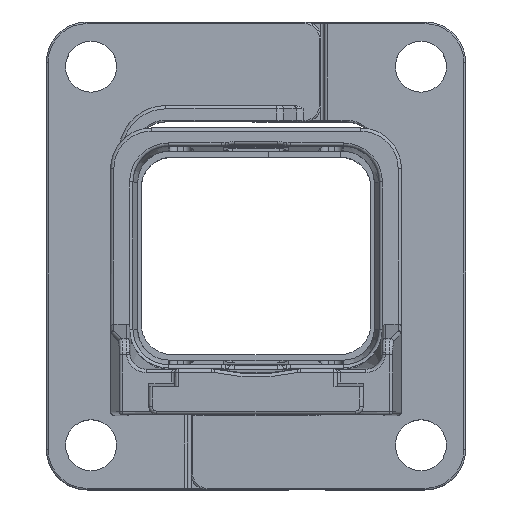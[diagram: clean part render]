
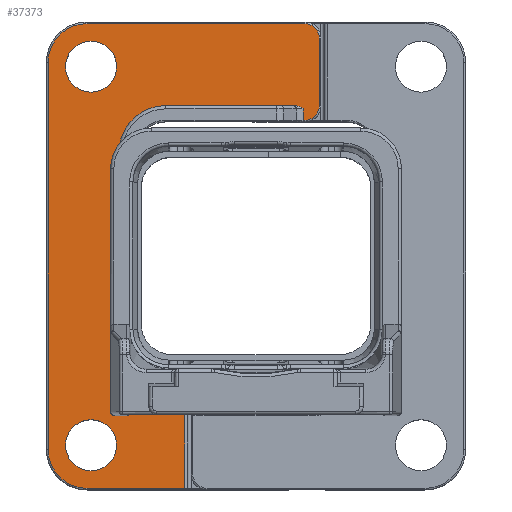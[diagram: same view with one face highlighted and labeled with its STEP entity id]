
A CAD part, top view. The second image highlights one B-rep face of the part: STEP entity #37373.
In plain terms, the highlighted planar face has unit normal (0, 0, 1).
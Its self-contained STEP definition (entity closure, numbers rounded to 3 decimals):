
#10370=CARTESIAN_POINT('',(-6.25,-5.4,1.1));
#10371=DIRECTION('',(0.,0.,1.));
#10372=DIRECTION('',(-0.878,-0.478,0.));
#10373=AXIS2_PLACEMENT_3D('',#10370,#10371,#10372);
#10425=CARTESIAN_POINT('',(-5.55,-6.35,1.1));
#10426=DIRECTION('',(0.,0.,-1.));
#10427=DIRECTION('',(0.,-1.,0.));
#10428=AXIS2_PLACEMENT_3D('',#10425,#10426,#10427);
#10430=DIRECTION('',(-1.,0.,0.));
#10431=VECTOR('',#10430,1.15);
#10432=CARTESIAN_POINT('',(-4.4,-8.35,1.1));
#10433=LINE('',#10432,#10431);
#10434=DIRECTION('',(0.,1.,0.));
#10435=VECTOR('',#10434,5.95);
#10436=CARTESIAN_POINT('',(-4.4,-14.3,1.1));
#10437=LINE('',#10436,#10435);
#10438=DIRECTION('',(1.,0.,0.));
#10439=VECTOR('',#10438,6.);
#10440=CARTESIAN_POINT('',(-10.4,-14.3,1.1));
#10441=LINE('',#10440,#10439);
#10442=CARTESIAN_POINT('',(-10.4,-11.9,1.1));
#10443=DIRECTION('',(0.,0.,1.));
#10444=DIRECTION('',(-1.,0.,0.));
#10445=AXIS2_PLACEMENT_3D('',#10442,#10443,#10444);
#10447=DIRECTION('',(0.,-1.,0.));
#10448=VECTOR('',#10447,23.8);
#10449=CARTESIAN_POINT('',(-12.8,11.9,1.1));
#10450=LINE('',#10449,#10448);
#10451=CARTESIAN_POINT('',(-10.4,11.9,1.1));
#10452=DIRECTION('',(0.,0.,1.));
#10453=DIRECTION('',(0.,1.,0.));
#10454=AXIS2_PLACEMENT_3D('',#10451,#10452,#10453);
#10456=DIRECTION('',(-1.,0.,0.));
#10457=VECTOR('',#10456,13.4);
#10458=CARTESIAN_POINT('',(3.,14.3,1.1));
#10459=LINE('',#10458,#10457);
#10460=CARTESIAN_POINT('',(3.,13.4,1.1));
#10461=DIRECTION('',(0.,0.,1.));
#10462=DIRECTION('',(1.,0.,0.));
#10463=AXIS2_PLACEMENT_3D('',#10460,#10461,#10462);
#10465=DIRECTION('',(0.,1.,0.));
#10466=VECTOR('',#10465,4.15);
#10467=CARTESIAN_POINT('',(3.9,9.25,1.1));
#10468=LINE('',#10467,#10466);
#10469=CARTESIAN_POINT('',(3.,9.25,1.1));
#10470=DIRECTION('',(0.,0.,1.));
#10471=DIRECTION('',(0.,-1.,0.));
#10472=AXIS2_PLACEMENT_3D('',#10469,#10470,#10471);
#10474=DIRECTION('',(1.,0.,0.));
#10475=VECTOR('',#10474,0.093);
#10476=CARTESIAN_POINT('',(2.907,8.35,1.1));
#10477=LINE('',#10476,#10475);
#10478=DIRECTION('',(0.,1.,0.));
#10479=VECTOR('',#10478,0.7);
#10480=CARTESIAN_POINT('',(2.907,8.35,1.1));
#10481=LINE('',#10480,#10479);
#10482=CARTESIAN_POINT('',(-5.55,6.35,1.1));
#10483=DIRECTION('',(0.,0.,1.));
#10484=DIRECTION('',(0.,1.,0.));
#10485=AXIS2_PLACEMENT_3D('',#10482,#10483,#10484);
#10487=DIRECTION('',(1.,0.,0.));
#10488=VECTOR('',#10487,0.244);
#10489=CARTESIAN_POINT('',(-8.25,-6.357,1.1));
#10490=LINE('',#10489,#10488);
#10491=CARTESIAN_POINT('',(-10.15,-11.65,1.1));
#10492=DIRECTION('',(0.,0.,1.));
#10493=DIRECTION('',(1.,0.,0.));
#10494=AXIS2_PLACEMENT_3D('',#10491,#10492,#10493);
#10496=CARTESIAN_POINT('',(-10.15,-11.65,1.1));
#10497=DIRECTION('',(0.,0.,1.));
#10498=DIRECTION('',(-1.,0.,0.));
#10499=AXIS2_PLACEMENT_3D('',#10496,#10497,#10498);
#10501=CARTESIAN_POINT('',(-10.15,11.65,1.1));
#10502=DIRECTION('',(0.,0.,-1.));
#10503=DIRECTION('',(1.,0.,0.));
#10504=AXIS2_PLACEMENT_3D('',#10501,#10502,#10503);
#10506=CARTESIAN_POINT('',(-10.15,11.65,1.1));
#10507=DIRECTION('',(0.,0.,-1.));
#10508=DIRECTION('',(-1.,0.,0.));
#10509=AXIS2_PLACEMENT_3D('',#10506,#10507,#10508);
#14180=CARTESIAN_POINT('',(2.417,9.25,1.1));
#14181=CARTESIAN_POINT('',(2.452,9.25,1.1));
#14182=CARTESIAN_POINT('',(2.525,9.241,1.1));
#14183=CARTESIAN_POINT('',(2.646,9.2,1.1));
#14184=CARTESIAN_POINT('',(2.772,9.135,1.1));
#14185=CARTESIAN_POINT('',(2.861,9.079,1.1));
#14186=CARTESIAN_POINT('',(2.907,9.05,1.1));
#14262=DIRECTION('',(0.,1.,0.));
#14263=VECTOR('',#14262,12.217);
#14264=CARTESIAN_POINT('',(-8.45,-5.867,1.1));
#14265=LINE('',#14264,#14263);
#14302=CARTESIAN_POINT('',(-8.25,-6.357,1.1));
#14303=CARTESIAN_POINT('',(-8.279,-6.311,1.1));
#14304=CARTESIAN_POINT('',(-8.335,-6.222,1.1));
#14305=CARTESIAN_POINT('',(-8.4,-6.096,1.1));
#14306=CARTESIAN_POINT('',(-8.441,-5.975,1.1));
#14307=CARTESIAN_POINT('',(-8.45,-5.902,
1.1));
#14308=CARTESIAN_POINT('',(-8.45,-5.867,1.1));
#14319=DIRECTION('',(1.,0.,0.));
#14320=VECTOR('',#14319,7.967);
#14321=CARTESIAN_POINT('',(-5.55,9.25,1.1));
#14322=LINE('',#14321,#14320);
#21963=CARTESIAN_POINT('',(-5.55,9.25,1.1));
#21964=CARTESIAN_POINT('',(-8.45,6.35,1.1));
#21965=VERTEX_POINT('',#21963);
#21966=VERTEX_POINT('',#21964);
#22147=CARTESIAN_POINT('',(-4.4,-8.35,1.1));
#22148=VERTEX_POINT('',#22147);
#22151=CARTESIAN_POINT('',(-5.55,-8.35,1.1));
#22152=VERTEX_POINT('',#22151);
#22171=CARTESIAN_POINT('',(2.907,8.35,1.1));
#22172=VERTEX_POINT('',#22171);
#22175=CARTESIAN_POINT('',(3.,8.35,1.1));
#22176=VERTEX_POINT('',#22175);
#22179=CARTESIAN_POINT('',(3.9,9.25,1.1));
#22180=VERTEX_POINT('',#22179);
#22183=CARTESIAN_POINT('',(3.9,13.4,1.1));
#22184=VERTEX_POINT('',#22183);
#22187=CARTESIAN_POINT('',(3.,14.3,1.1));
#22188=VERTEX_POINT('',#22187);
#22191=CARTESIAN_POINT('',(-10.4,14.3,1.1));
#22192=VERTEX_POINT('',#22191);
#22195=CARTESIAN_POINT('',(-12.8,11.9,1.1));
#22196=VERTEX_POINT('',#22195);
#22199=CARTESIAN_POINT('',(-12.8,-11.9,1.1));
#22200=VERTEX_POINT('',#22199);
#22203=CARTESIAN_POINT('',(-10.4,-14.3,1.1));
#22204=VERTEX_POINT('',#22203);
#22207=CARTESIAN_POINT('',(-4.4,-14.3,1.1));
#22208=VERTEX_POINT('',#22207);
#22307=CARTESIAN_POINT('',(-8.25,-6.357,1.1));
#22308=VERTEX_POINT('',#22307);
#22329=CARTESIAN_POINT('',(2.907,9.05,1.1));
#22330=VERTEX_POINT('',#22329);
#22333=VERTEX_POINT('',#14180);
#22334=CARTESIAN_POINT('',(-8.45,-5.867,1.1));
#22335=VERTEX_POINT('',#22334);
#22340=CARTESIAN_POINT('',(-8.58,-11.65,1.1));
#22341=CARTESIAN_POINT('',(-11.72,-11.65,1.1));
#22342=VERTEX_POINT('',#22340);
#22343=VERTEX_POINT('',#22341);
#22345=CARTESIAN_POINT('',(-8.58,11.65,1.1));
#22347=VERTEX_POINT('',#22345);
#22349=CARTESIAN_POINT('',(-11.72,11.65,1.1));
#22351=VERTEX_POINT('',#22349);
#22379=CARTESIAN_POINT('',(-8.006,-6.357,1.1));
#22380=CARTESIAN_POINT('',(-7.438,-7.009,1.1));
#22381=VERTEX_POINT('',#22379);
#22382=VERTEX_POINT('',#22380);
#37315=CARTESIAN_POINT('',(0.,0.,1.1));
#37316=DIRECTION('',(0.,0.,1.));
#37317=DIRECTION('',(1.,0.,0.));
#37318=AXIS2_PLACEMENT_3D('',#37315,#37316,#37317);
#37319=PLANE('',#37318);
#37320=ORIENTED_EDGE('',*,*,#37292,.T.);
#37322=ORIENTED_EDGE('',*,*,#37321,.F.);
#37324=ORIENTED_EDGE('',*,*,#37323,.F.);
#37326=ORIENTED_EDGE('',*,*,#37325,.F.);
#37328=ORIENTED_EDGE('',*,*,#37327,.F.);
#37330=ORIENTED_EDGE('',*,*,#37329,.F.);
#37332=ORIENTED_EDGE('',*,*,#37331,.F.);
#37334=ORIENTED_EDGE('',*,*,#37333,.F.);
#37336=ORIENTED_EDGE('',*,*,#37335,.F.);
#37338=ORIENTED_EDGE('',*,*,#37337,.F.);
#37340=ORIENTED_EDGE('',*,*,#37339,.F.);
#37342=ORIENTED_EDGE('',*,*,#37341,.F.);
#37344=ORIENTED_EDGE('',*,*,#37343,.F.);
#37346=ORIENTED_EDGE('',*,*,#37345,.T.);
#37348=ORIENTED_EDGE('',*,*,#37347,.F.);
#37350=ORIENTED_EDGE('',*,*,#37349,.F.);
#37352=ORIENTED_EDGE('',*,*,#37351,.T.);
#37354=ORIENTED_EDGE('',*,*,#37353,.F.);
#37356=ORIENTED_EDGE('',*,*,#37355,.F.);
#37358=ORIENTED_EDGE('',*,*,#37357,.T.);
#37359=EDGE_LOOP('',(#37320,#37322,#37324,#37326,#37328,#37330,#37332,#37334,
#37336,#37338,#37340,#37342,#37344,#37346,#37348,#37350,#37352,#37354,#37356,
#37358));
#37360=FACE_OUTER_BOUND('',#37359,.F.);
#37362=ORIENTED_EDGE('',*,*,#37361,.T.);
#37364=ORIENTED_EDGE('',*,*,#37363,.T.);
#37365=EDGE_LOOP('',(#37362,#37364));
#37366=FACE_BOUND('',#37365,.F.);
#37368=ORIENTED_EDGE('',*,*,#37367,.F.);
#37370=ORIENTED_EDGE('',*,*,#37369,.F.);
#37371=EDGE_LOOP('',(#37368,#37370));
#37372=FACE_BOUND('',#37371,.F.);
#37373=ADVANCED_FACE('',(#37360,#37366,#37372),#37319,.T.);
#10374=CIRCLE('',#10373,2.);
#10429=CIRCLE('',#10428,2.);
#10446=CIRCLE('',#10445,2.4);
#10455=CIRCLE('',#10454,2.4);
#10464=CIRCLE('',#10463,0.9);
#10473=CIRCLE('',#10472,0.9);
#10486=CIRCLE('',#10485,2.9);
#10495=CIRCLE('',#10494,1.57);
#10500=CIRCLE('',#10499,1.57);
#10505=CIRCLE('',#10504,1.57);
#10510=CIRCLE('',#10509,1.57);
#14187=B_SPLINE_CURVE_WITH_KNOTS('',3,(#14180,#14181,#14182,#14183,#14184,
#14185,#14186),.UNSPECIFIED.,.F.,.F.,(4,1,1,1,4),(0.,0.25,0.5,0.75,
1.),.UNSPECIFIED.);
#14309=B_SPLINE_CURVE_WITH_KNOTS('',3,(#14302,#14303,#14304,#14305,#14306,
#14307,#14308),.UNSPECIFIED.,.F.,.F.,(4,1,1,1,4),(0.,0.25,0.5,0.75,
1.),.UNSPECIFIED.);
#37292=EDGE_CURVE('',#22381,#22382,#10374,.T.);
#37321=EDGE_CURVE('',#22152,#22382,#10429,.T.);
#37323=EDGE_CURVE('',#22148,#22152,#10433,.T.);
#37325=EDGE_CURVE('',#22208,#22148,#10437,.T.);
#37327=EDGE_CURVE('',#22204,#22208,#10441,.T.);
#37329=EDGE_CURVE('',#22200,#22204,#10446,.T.);
#37331=EDGE_CURVE('',#22196,#22200,#10450,.T.);
#37333=EDGE_CURVE('',#22192,#22196,#10455,.T.);
#37335=EDGE_CURVE('',#22188,#22192,#10459,.T.);
#37337=EDGE_CURVE('',#22184,#22188,#10464,.T.);
#37339=EDGE_CURVE('',#22180,#22184,#10468,.T.);
#37341=EDGE_CURVE('',#22176,#22180,#10473,.T.);
#37343=EDGE_CURVE('',#22172,#22176,#10477,.T.);
#37345=EDGE_CURVE('',#22172,#22330,#10481,.T.);
#37347=EDGE_CURVE('',#22333,#22330,#14187,.T.);
#37349=EDGE_CURVE('',#21965,#22333,#14322,.T.);
#37351=EDGE_CURVE('',#21965,#21966,#10486,.T.);
#37353=EDGE_CURVE('',#22335,#21966,#14265,.T.);
#37355=EDGE_CURVE('',#22308,#22335,#14309,.T.);
#37357=EDGE_CURVE('',#22308,#22381,#10490,.T.);
#37361=EDGE_CURVE('',#22342,#22343,#10495,.T.);
#37363=EDGE_CURVE('',#22343,#22342,#10500,.T.);
#37367=EDGE_CURVE('',#22347,#22351,#10505,.T.);
#37369=EDGE_CURVE('',#22351,#22347,#10510,.T.);
